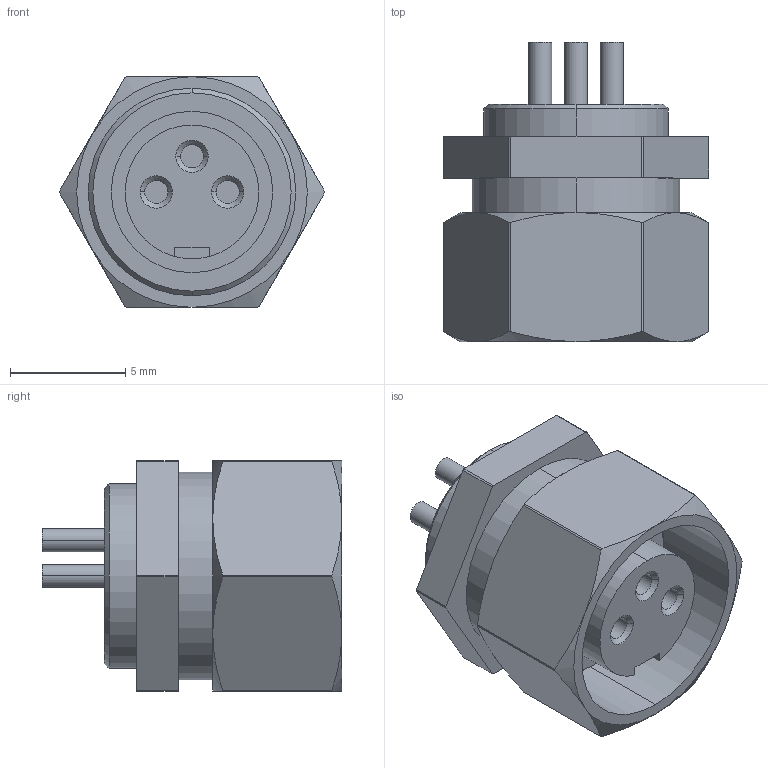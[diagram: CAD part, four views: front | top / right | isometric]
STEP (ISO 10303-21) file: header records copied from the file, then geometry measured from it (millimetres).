
FILE_DESCRIPTION((''),'2;1');
FILE_NAME('09-0078-00-03.stp','2005-07-06T11:30:04',('Kramp'),(''),'Autodesk Inventor 7','Autodesk Inventor 7','');
FILE_SCHEMA(('AUTOMOTIVE_DESIGN { 1 0 10303 214 1 1 1 1 }'));
Length unit declared in the file: millimetre
Products named in the file (1): 09-0078-00-03
Bounding box: 11.5 x 13 x 10 mm (x, y, z)
Volume: 604.6 mm3; surface area: 912.6 mm2
Topology: 1 solids, 1 shells, 99 faces, 219 edges, 138 vertices
Faces by surface type: cylinder 43, plane 34, cone 22
Entity records: 2748 total; most frequent: CARTESIAN_POINT 505, DIRECTION 503, ORIENTED_EDGE 438, EDGE_CURVE 219, AXIS2_PLACEMENT_3D 208, VERTEX_POINT 138, EDGE_LOOP 115, CIRCLE 108
